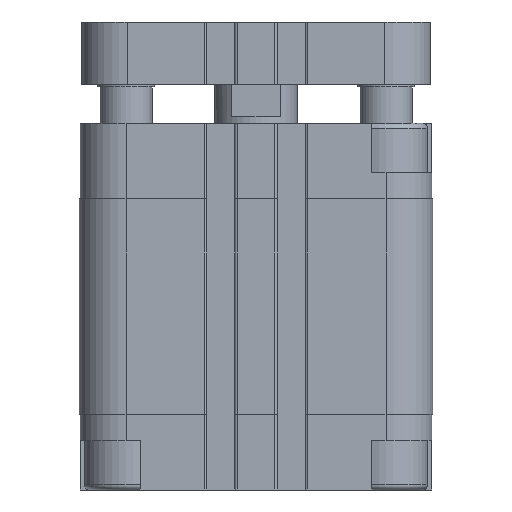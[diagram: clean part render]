
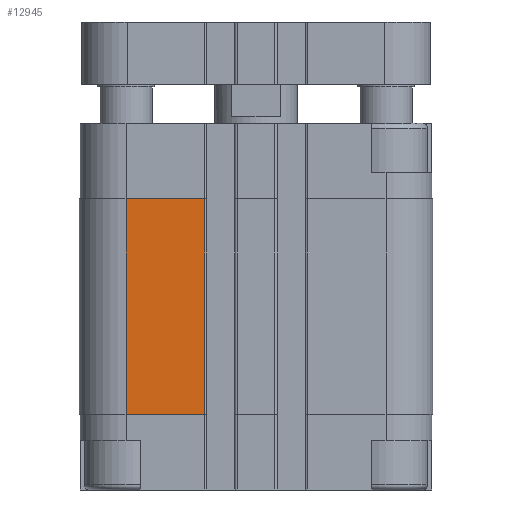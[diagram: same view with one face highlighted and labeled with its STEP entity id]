
A CAD part, front view. The second image highlights one B-rep face of the part: STEP entity #12945.
In plain terms, the highlighted face is planar.
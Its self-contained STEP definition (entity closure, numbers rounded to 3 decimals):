
#190=LINE('',#19690,#1370);
#518=LINE('',#20559,#1698);
#545=LINE('',#20652,#1725);
#546=LINE('',#20654,#1726);
#1370=VECTOR('',#15268,1000.);
#1698=VECTOR('',#16092,1000.);
#1725=VECTOR('',#16233,1000.);
#1726=VECTOR('',#16236,1000.);
#2522=PLANE('',#13958);
#4561=ORIENTED_EDGE('',*,*,#7895,.F.);
#4562=ORIENTED_EDGE('',*,*,#7941,.F.);
#4563=ORIENTED_EDGE('',*,*,#7454,.T.);
#4564=ORIENTED_EDGE('',*,*,#7942,.T.);
#7454=EDGE_CURVE('',#9360,#9359,#190,.T.);
#7895=EDGE_CURVE('',#9652,#9653,#518,.T.);
#7941=EDGE_CURVE('',#9360,#9652,#545,.T.);
#7942=EDGE_CURVE('',#9359,#9653,#546,.T.);
#9359=VERTEX_POINT('',#19689);
#9360=VERTEX_POINT('',#19691);
#9652=VERTEX_POINT('',#20558);
#9653=VERTEX_POINT('',#20560);
#11111=EDGE_LOOP('',(#4561,#4562,#4563,#4564));
#12013=FACE_BOUND('',#11111,.T.);
#12945=ADVANCED_FACE('',(#12013),#2522,.T.);
#13958=AXIS2_PLACEMENT_3D('',#20653,#16234,#16235);
#15268=DIRECTION('',(-1.,0.,0.));
#16092=DIRECTION('',(-1.,0.,0.));
#16233=DIRECTION('',(0.,0.,1.));
#16234=DIRECTION('',(0.,1.,0.));
#16235=DIRECTION('',(0.,0.,1.));
#16236=DIRECTION('',(0.,0.,1.));
#19689=CARTESIAN_POINT('',(9.85,34.,-56.));
#19690=CARTESIAN_POINT('',(25.,34.,-56.));
#19691=CARTESIAN_POINT('',(25.,34.,-56.));
#20558=CARTESIAN_POINT('',(25.,34.,-14.5));
#20559=CARTESIAN_POINT('',(25.,34.,-14.5));
#20560=CARTESIAN_POINT('',(9.85,34.,-14.5));
#20652=CARTESIAN_POINT('',(25.,34.,-56.));
#20653=CARTESIAN_POINT('',(25.,34.,-56.));
#20654=CARTESIAN_POINT('',(9.85,34.,-56.));
